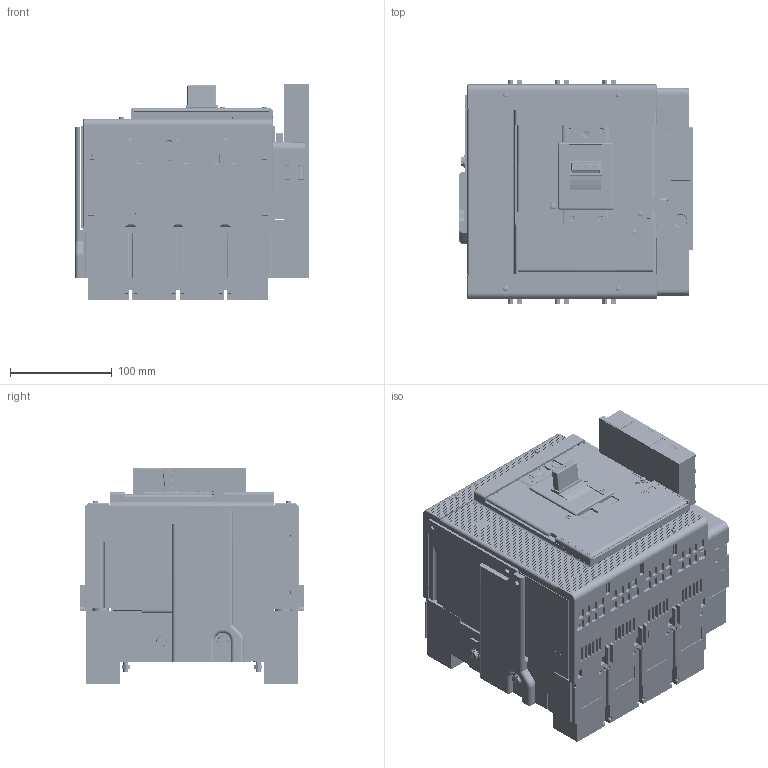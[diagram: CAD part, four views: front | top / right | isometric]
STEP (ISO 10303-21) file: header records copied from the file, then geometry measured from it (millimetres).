
FILE_DESCRIPTION(('CATIA V5 STEP','CAx-IF Rec.Pracs.--- Model Styling and Organization---1.2---2011-12-15'),'2;1');
FILE_NAME('1SDH002065A1311_XT5 4p Withdrawable 400A Circuit Breaker + Fixed Part.stp','2022-11-09T15:19:11+00:00',('none'),('none'),'CATIA Version 5-6 Release 2014 SP7','CATIA V5 STEP AP214','none');
FILE_SCHEMA(('AUTOMOTIVE_DESIGN { 1 0 10303 214 1 1 1 1 }'));
Products named in the file (1): WITHDRAWABLE_XT5_400_4P_ASM_AllCATPart
Bounding box: 229.5 x 220 x 212.5 mm (x, y, z)
Volume: 7044137 mm3; surface area: 712837.6 mm2
Topology: 1 solids, 97 shells, 11048 faces, 30813 edges, 19790 vertices
Faces by surface type: plane 8205, cylinder 2102, torus 278, cone 229, sphere 147, bspline 87
Entity records: 369276 total; most frequent: CARTESIAN_POINT 94316, ORIENTED_EDGE 61372, DIRECTION 49127, EDGE_CURVE 30686, VECTOR 24316, LINE 24316, VERTEX_POINT 19789, AXIS2_PLACEMENT_3D 14286
